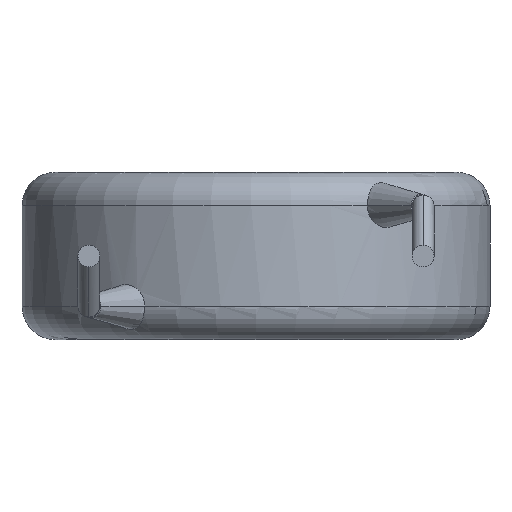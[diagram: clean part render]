
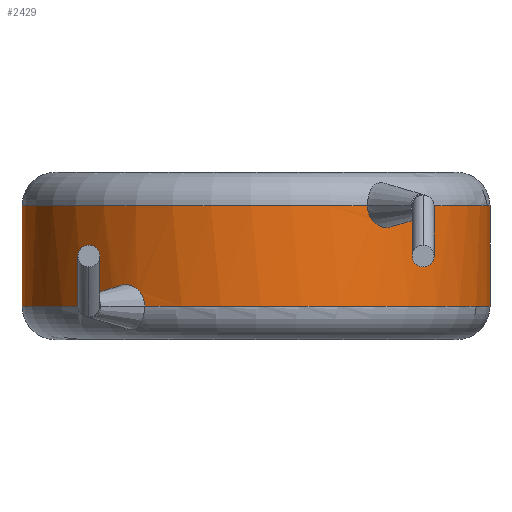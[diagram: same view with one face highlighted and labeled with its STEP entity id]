
A CAD part, front view. The second image highlights one B-rep face of the part: STEP entity #2429.
In plain terms, the highlighted cylindrical face has radius 7 mm (diameter 14 mm), a partial arc.
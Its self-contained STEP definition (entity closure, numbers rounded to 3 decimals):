
#20 = VERTEX_POINT ( 'NONE', #1064 ) ;
#44 = VERTEX_POINT ( 'NONE', #705 ) ;
#49 = DIRECTION ( 'NONE',  ( 0., 0., -1. ) ) ;
#95 = B_SPLINE_CURVE_WITH_KNOTS ( 'NONE', 3,
 ( #4124, #1863, #1503, #3161, #3779, #2176, #2545, #1217, #544, #906, #1839, #866, #2163, #212 ),
 .UNSPECIFIED., .F., .F.,
 ( 4, 2, 2, 2, 2, 2, 4 ),
 ( 0., 0., 0.001, 0.001, 0.001, 0.002, 0.002 ),
 .UNSPECIFIED. ) ;
#113 = DIRECTION ( 'NONE',  ( -1., 0., 0. ) ) ;
#132 = CARTESIAN_POINT ( 'NONE',  ( -7., 0., 4. ) ) ;
#138 = DIRECTION ( 'NONE',  ( 0., 0., -1. ) ) ;
#206 = ORIENTED_EDGE ( 'NONE', *, *, #882, .T. ) ;
#212 = CARTESIAN_POINT ( 'NONE',  ( 4.415, -5.432, 4. ) ) ;
#213 = CIRCLE ( 'NONE', #597, 7. ) ;
#251 = CARTESIAN_POINT ( 'NONE',  ( 0., 0., 4. ) ) ;
#254 = CIRCLE ( 'NONE', #3790, 7. ) ;
#406 = CARTESIAN_POINT ( 'NONE',  ( -3.332, -6.156, 1.086 ) ) ;
#443 = FACE_OUTER_BOUND ( 'NONE', #2199, .T. ) ;
#481 = ORIENTED_EDGE ( 'NONE', *, *, #2623, .F. ) ;
#544 = CARTESIAN_POINT ( 'NONE',  ( 4.031, -5.724, 3.37 ) ) ;
#572 = DIRECTION ( 'NONE',  ( 1., 0., 0. ) ) ;
#597 = AXIS2_PLACEMENT_3D ( 'NONE', #2506, #3179, #2828 ) ;
#673 = CARTESIAN_POINT ( 'NONE',  ( -7., 0., 5. ) ) ;
#675 = VERTEX_POINT ( 'NONE', #132 ) ;
#680 = CARTESIAN_POINT ( 'NONE',  ( -4.415, -5.432, 1. ) ) ;
#681 = EDGE_CURVE ( 'NONE', #927, #3036, #254, .T. ) ;
#705 = CARTESIAN_POINT ( 'NONE',  ( 7., 0., 4. ) ) ;
#801 = CARTESIAN_POINT ( 'NONE',  ( -3.347, -6.148, 1.17 ) ) ;
#866 = CARTESIAN_POINT ( 'NONE',  ( 4.361, -5.477, 3.662 ) ) ;
#882 = EDGE_CURVE ( 'NONE', #20, #1278, #4112, .T. ) ;
#906 = CARTESIAN_POINT ( 'NONE',  ( 4.158, -5.631, 3.434 ) ) ;
#907 = EDGE_CURVE ( 'NONE', #44, #2178, #1062, .T. ) ;
#927 = VERTEX_POINT ( 'NONE', #2868 ) ;
#969 = CARTESIAN_POINT ( 'NONE',  ( -4.415, -5.432, 1.172 ) ) ;
#991 = CARTESIAN_POINT ( 'NONE',  ( -3.448, -6.092, 1.399 ) ) ;
#1062 = CIRCLE ( 'NONE', #3531, 7. ) ;
#1064 = CARTESIAN_POINT ( 'NONE',  ( -3.332, -6.156, 1. ) ) ;
#1066 = CARTESIAN_POINT ( 'NONE',  ( -3.332, -6.156, 1. ) ) ;
#1217 = CARTESIAN_POINT ( 'NONE',  ( 3.961, -5.772, 3.353 ) ) ;
#1278 = VERTEX_POINT ( 'NONE', #1796 ) ;
#1482 = B_SPLINE_CURVE_WITH_KNOTS ( 'NONE', 3,
 ( #1066, #406, #801, #2136, #991, #2286, #1828, #1533, #1495, #2159, #4128, #3817, #969, #2553 ),
 .UNSPECIFIED., .F., .F.,
 ( 4, 2, 2, 2, 2, 2, 4 ),
 ( 0., 0., 0.001, 0.001, 0.001, 0.002, 0.002 ),
 .UNSPECIFIED. ) ;
#1495 = CARTESIAN_POINT ( 'NONE',  ( -4.031, -5.724, 1.63 ) ) ;
#1503 = CARTESIAN_POINT ( 'NONE',  ( 3.347, -6.148, 3.83 ) ) ;
#1523 = CARTESIAN_POINT ( 'NONE',  ( 4.415, -5.432, 4. ) ) ;
#1533 = CARTESIAN_POINT ( 'NONE',  ( -3.961, -5.772, 1.647 ) ) ;
#1608 = AXIS2_PLACEMENT_3D ( 'NONE', #1690, #49, #113 ) ;
#1627 = DIRECTION ( 'NONE',  ( 0., 0., -1. ) ) ;
#1690 = CARTESIAN_POINT ( 'NONE',  ( 0., 0., 5. ) ) ;
#1743 = DIRECTION ( 'NONE',  ( 0., 0., 1. ) ) ;
#1796 = CARTESIAN_POINT ( 'NONE',  ( 7., 0., 1. ) ) ;
#1817 = ORIENTED_EDGE ( 'NONE', *, *, #907, .T. ) ;
#1828 = CARTESIAN_POINT ( 'NONE',  ( -3.749, -5.914, 1.647 ) ) ;
#1839 = CARTESIAN_POINT ( 'NONE',  ( 4.216, -5.588, 3.481 ) ) ;
#1863 = CARTESIAN_POINT ( 'NONE',  ( 3.332, -6.156, 3.914 ) ) ;
#2013 = EDGE_CURVE ( 'NONE', #675, #927, #3927, .T. ) ;
#2136 = CARTESIAN_POINT ( 'NONE',  ( -3.405, -6.116, 1.327 ) ) ;
#2159 = CARTESIAN_POINT ( 'NONE',  ( -4.158, -5.631, 1.566 ) ) ;
#2163 = CARTESIAN_POINT ( 'NONE',  ( 4.415, -5.432, 3.828 ) ) ;
#2176 = CARTESIAN_POINT ( 'NONE',  ( 3.604, -6.002, 3.423 ) ) ;
#2178 = VERTEX_POINT ( 'NONE', #1523 ) ;
#2199 = EDGE_LOOP ( 'NONE', ( #481, #1817, #3847, #2951, #2318, #2693, #4105, #206 ) ) ;
#2286 = CARTESIAN_POINT ( 'NONE',  ( -3.604, -6.002, 1.577 ) ) ;
#2318 = ORIENTED_EDGE ( 'NONE', *, *, #2013, .T. ) ;
#2390 = CARTESIAN_POINT ( 'NONE',  ( 0., 0., 1. ) ) ;
#2429 = ADVANCED_FACE ( 'NONE', ( #443 ), #4151, .T. ) ;
#2455 = AXIS2_PLACEMENT_3D ( 'NONE', #4186, #2559, #572 ) ;
#2506 = CARTESIAN_POINT ( 'NONE',  ( 0., 0., 4. ) ) ;
#2545 = CARTESIAN_POINT ( 'NONE',  ( 3.749, -5.914, 3.353 ) ) ;
#2553 = CARTESIAN_POINT ( 'NONE',  ( -4.415, -5.432, 1. ) ) ;
#2559 = DIRECTION ( 'NONE',  ( 0., 0., 1. ) ) ;
#2620 = CARTESIAN_POINT ( 'NONE',  ( 3.332, -6.156, 4. ) ) ;
#2623 = EDGE_CURVE ( 'NONE', #44, #1278, #3979, .T. ) ;
#2668 = EDGE_CURVE ( 'NONE', #2913, #675, #213, .T. ) ;
#2693 = ORIENTED_EDGE ( 'NONE', *, *, #681, .T. ) ;
#2735 = DIRECTION ( 'NONE',  ( 1., 0., 0. ) ) ;
#2764 = VECTOR ( 'NONE', #1627, 1000. ) ;
#2828 = DIRECTION ( 'NONE',  ( 1., 0., 0. ) ) ;
#2851 = DIRECTION ( 'NONE',  ( 1., 0., 0. ) ) ;
#2868 = CARTESIAN_POINT ( 'NONE',  ( -7., 0., 1. ) ) ;
#2913 = VERTEX_POINT ( 'NONE', #2620 ) ;
#2951 = ORIENTED_EDGE ( 'NONE', *, *, #2668, .T. ) ;
#3036 = VERTEX_POINT ( 'NONE', #680 ) ;
#3161 = CARTESIAN_POINT ( 'NONE',  ( 3.405, -6.116, 3.673 ) ) ;
#3179 = DIRECTION ( 'NONE',  ( 0., 0., -1. ) ) ;
#3271 = EDGE_CURVE ( 'NONE', #2913, #2178, #95, .T. ) ;
#3397 = CARTESIAN_POINT ( 'NONE',  ( 7., 0., 5. ) ) ;
#3501 = EDGE_CURVE ( 'NONE', #20, #3036, #1482, .T. ) ;
#3531 = AXIS2_PLACEMENT_3D ( 'NONE', #251, #3852, #2851 ) ;
#3626 = VECTOR ( 'NONE', #138, 1000. ) ;
#3779 = CARTESIAN_POINT ( 'NONE',  ( 3.448, -6.092, 3.601 ) ) ;
#3790 = AXIS2_PLACEMENT_3D ( 'NONE', #2390, #1743, #2735 ) ;
#3817 = CARTESIAN_POINT ( 'NONE',  ( -4.361, -5.477, 1.338 ) ) ;
#3847 = ORIENTED_EDGE ( 'NONE', *, *, #3271, .F. ) ;
#3852 = DIRECTION ( 'NONE',  ( 0., 0., -1. ) ) ;
#3927 = LINE ( 'NONE', #673, #2764 ) ;
#3979 = LINE ( 'NONE', #3397, #3626 ) ;
#4105 = ORIENTED_EDGE ( 'NONE', *, *, #3501, .F. ) ;
#4112 = CIRCLE ( 'NONE', #2455, 7. ) ;
#4124 = CARTESIAN_POINT ( 'NONE',  ( 3.332, -6.156, 4. ) ) ;
#4128 = CARTESIAN_POINT ( 'NONE',  ( -4.216, -5.588, 1.519 ) ) ;
#4151 = CYLINDRICAL_SURFACE ( 'NONE', #1608, 7. ) ;
#4186 = CARTESIAN_POINT ( 'NONE',  ( 0., 0., 1. ) ) ;
